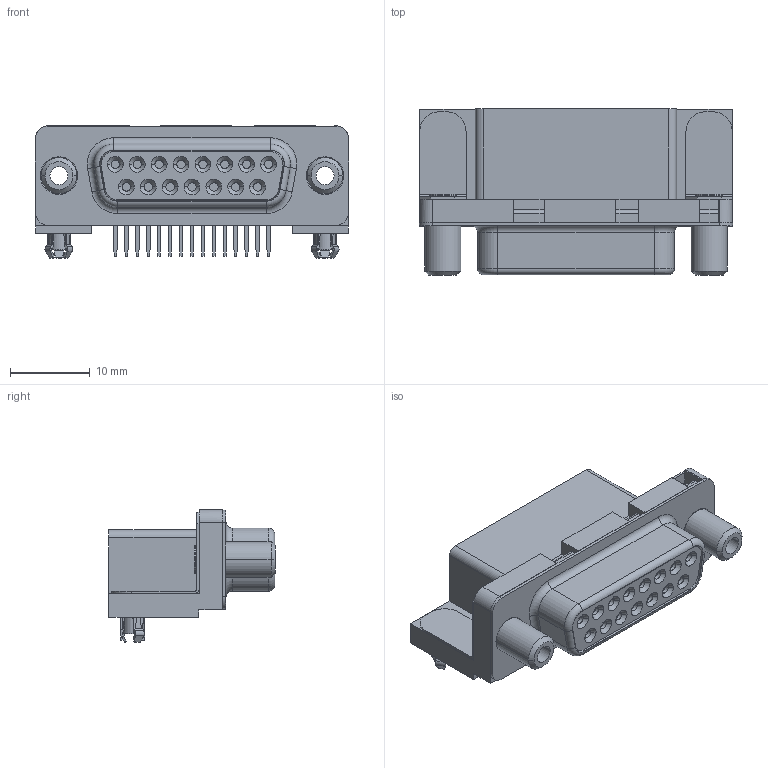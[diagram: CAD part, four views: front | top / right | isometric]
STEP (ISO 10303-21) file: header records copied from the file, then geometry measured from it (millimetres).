
FILE_DESCRIPTION((''),'2;1');
FILE_NAME('PD15S13A4GV00LF','2015-02-06T',('ababu'),('FCI'),'PRO/ENGINEER BY PARAMETRIC TECHNOLOGY CORPORATION, 2013150','PRO/ENGINEER BY PARAMETRIC TECHNOLOGY CORPORATION, 2013150','');
FILE_SCHEMA(('CONFIG_CONTROL_DESIGN','GEOMETRIC_VALIDATION_PROPERTIES_MIM'));
Length unit declared in the file: millimetre
Products named in the file (1): PD15S13A4GV00LF
Bounding box: 39.22 x 20.8 x 16.6 mm (x, y, z)
Volume: 5834.3 mm3; surface area: 4458.2 mm2
Topology: 1 solids, 1 shells, 608 faces, 1552 edges, 996 vertices
Faces by surface type: plane 366, cylinder 170, cone 38, torus 28, bspline 6
Entity records: 23145 total; most frequent: CARTESIAN_POINT 5410, ORIENTED_EDGE 3104, DIRECTION 2838, EDGE_CURVE 1552, VECTOR 1066, LINE 1066, VERTEX_POINT 996, AXIS2_PLACEMENT_3D 886
